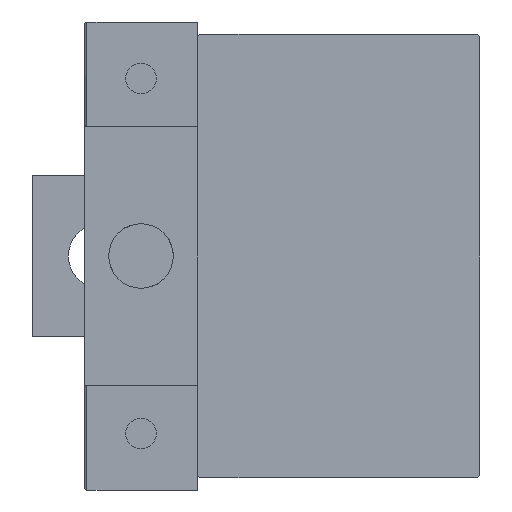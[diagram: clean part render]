
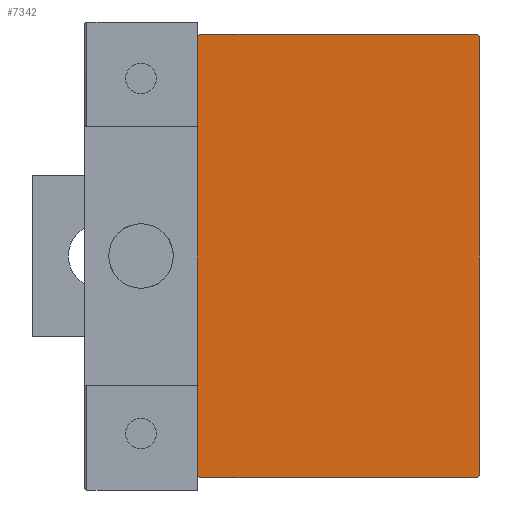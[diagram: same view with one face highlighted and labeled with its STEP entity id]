
A CAD part, left-side view. The second image highlights one B-rep face of the part: STEP entity #7342.
In plain terms, the highlighted face is planar.
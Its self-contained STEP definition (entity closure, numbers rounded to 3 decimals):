
#222 = CARTESIAN_POINT ( 'NONE',  ( 56., -17.2, -27.5 ) ) ;
#592 = ORIENTED_EDGE ( 'NONE', *, *, #9720, .T. ) ;
#830 = DIRECTION ( 'NONE',  ( 0., 0., 1. ) ) ;
#894 = DIRECTION ( 'NONE',  ( 0., 0., -1. ) ) ;
#1120 = EDGE_CURVE ( 'NONE', #18261, #25220, #20416, .T. ) ;
#1278 = ORIENTED_EDGE ( 'NONE', *, *, #46237, .T. ) ;
#1932 = VECTOR ( 'NONE', #18281, 1000. ) ;
#3647 = LINE ( 'NONE', #45424, #42850 ) ;
#5127 = DIRECTION ( 'NONE',  ( 0., -0.707, -0.707 ) ) ;
#5574 = CARTESIAN_POINT ( 'NONE',  ( 56., 17.5, -27.2 ) ) ;
#6776 = EDGE_CURVE ( 'NONE', #13694, #16235, #48615, .T. ) ;
#7139 = DIRECTION ( 'NONE',  ( 0., -1., 0. ) ) ;
#7342 = ADVANCED_FACE ( 'NONE', ( #39623 ), #20737, .T. ) ;
#8680 = DIRECTION ( 'NONE',  ( 0., 1., 0. ) ) ;
#9287 = CARTESIAN_POINT ( 'NONE',  ( 56., 0., 0. ) ) ;
#9720 = EDGE_CURVE ( 'NONE', #27275, #38778, #20843, .T. ) ;
#10119 = VECTOR ( 'NONE', #44539, 1000. ) ;
#10414 = EDGE_CURVE ( 'NONE', #38778, #18261, #44852, .T. ) ;
#10528 = VECTOR ( 'NONE', #8680, 1000. ) ;
#11331 = VERTEX_POINT ( 'NONE', #19243 ) ;
#11515 = DIRECTION ( 'NONE',  ( 0., 0., -1. ) ) ;
#12520 = CARTESIAN_POINT ( 'NONE',  ( 56., -17.5, -27.5 ) ) ;
#13398 = CARTESIAN_POINT ( 'NONE',  ( 56., 17.2, -27.5 ) ) ;
#13694 = VERTEX_POINT ( 'NONE', #13398 ) ;
#15735 = EDGE_CURVE ( 'NONE', #11331, #48646, #3647, .T. ) ;
#16235 = VERTEX_POINT ( 'NONE', #5574 ) ;
#16812 = EDGE_LOOP ( 'NONE', ( #42027, #35651, #1278, #592, #18826, #45402, #27781, #38405 ) ) ;
#17348 = CARTESIAN_POINT ( 'NONE',  ( 56., -22.35, 22.35 ) ) ;
#17661 = AXIS2_PLACEMENT_3D ( 'NONE', #9287, #32476, #894 ) ;
#18031 = CARTESIAN_POINT ( 'NONE',  ( 56., 22.35, -22.35 ) ) ;
#18261 = VERTEX_POINT ( 'NONE', #43931 ) ;
#18281 = DIRECTION ( 'NONE',  ( 0., 0.707, 0.707 ) ) ;
#18532 = VECTOR ( 'NONE', #830, 1000. ) ;
#18826 = ORIENTED_EDGE ( 'NONE', *, *, #10414, .T. ) ;
#19066 = VECTOR ( 'NONE', #7139, 1000. ) ;
#19243 = CARTESIAN_POINT ( 'NONE',  ( 56., -17.5, -27.2 ) ) ;
#20188 = CARTESIAN_POINT ( 'NONE',  ( 56., 17.5, -27.5 ) ) ;
#20416 = LINE ( 'NONE', #17348, #26996 ) ;
#20737 = PLANE ( 'NONE',  #17661 ) ;
#20843 = LINE ( 'NONE', #49359, #10119 ) ;
#22416 = CARTESIAN_POINT ( 'NONE',  ( 56., 17.5, 27.5 ) ) ;
#23045 = CARTESIAN_POINT ( 'NONE',  ( 56., 17.2, 27.5 ) ) ;
#25220 = VERTEX_POINT ( 'NONE', #31981 ) ;
#26996 = VECTOR ( 'NONE', #5127, 1000. ) ;
#27275 = VERTEX_POINT ( 'NONE', #32673 ) ;
#27781 = ORIENTED_EDGE ( 'NONE', *, *, #32813, .T. ) ;
#29047 = LINE ( 'NONE', #12520, #10528 ) ;
#31981 = CARTESIAN_POINT ( 'NONE',  ( 56., -17.5, 27.2 ) ) ;
#32476 = DIRECTION ( 'NONE',  ( 1., 0., 0. ) ) ;
#32673 = CARTESIAN_POINT ( 'NONE',  ( 56., 17.5, 27.2 ) ) ;
#32813 = EDGE_CURVE ( 'NONE', #25220, #11331, #38526, .T. ) ;
#35651 = ORIENTED_EDGE ( 'NONE', *, *, #6776, .T. ) ;
#37607 = VECTOR ( 'NONE', #11515, 1000. ) ;
#38405 = ORIENTED_EDGE ( 'NONE', *, *, #15735, .T. ) ;
#38526 = LINE ( 'NONE', #46150, #37607 ) ;
#38778 = VERTEX_POINT ( 'NONE', #23045 ) ;
#39561 = LINE ( 'NONE', #20188, #18532 ) ;
#39623 = FACE_OUTER_BOUND ( 'NONE', #16812, .T. ) ;
#42027 = ORIENTED_EDGE ( 'NONE', *, *, #49750, .T. ) ;
#42850 = VECTOR ( 'NONE', #50277, 1000. ) ;
#43931 = CARTESIAN_POINT ( 'NONE',  ( 56., -17.2, 27.5 ) ) ;
#44539 = DIRECTION ( 'NONE',  ( 0., -0.707, 0.707 ) ) ;
#44852 = LINE ( 'NONE', #22416, #19066 ) ;
#45402 = ORIENTED_EDGE ( 'NONE', *, *, #1120, .T. ) ;
#45424 = CARTESIAN_POINT ( 'NONE',  ( 56., -22.35, -22.35 ) ) ;
#46150 = CARTESIAN_POINT ( 'NONE',  ( 56., -17.5, 27.5 ) ) ;
#46237 = EDGE_CURVE ( 'NONE', #16235, #27275, #39561, .T. ) ;
#48615 = LINE ( 'NONE', #18031, #1932 ) ;
#48646 = VERTEX_POINT ( 'NONE', #222 ) ;
#49359 = CARTESIAN_POINT ( 'NONE',  ( 56., 22.35, 22.35 ) ) ;
#49750 = EDGE_CURVE ( 'NONE', #48646, #13694, #29047, .T. ) ;
#50277 = DIRECTION ( 'NONE',  ( 0., 0.707, -0.707 ) ) ;
